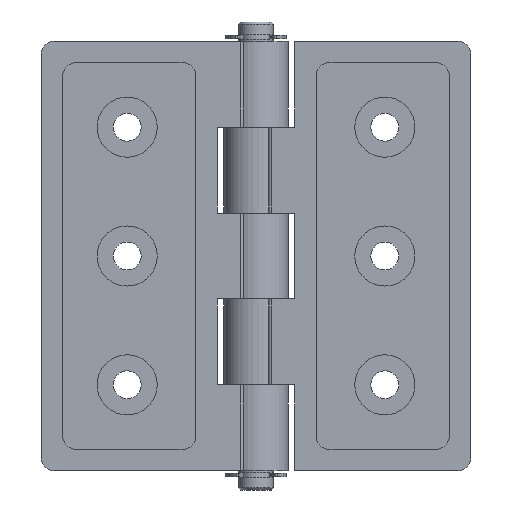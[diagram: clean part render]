
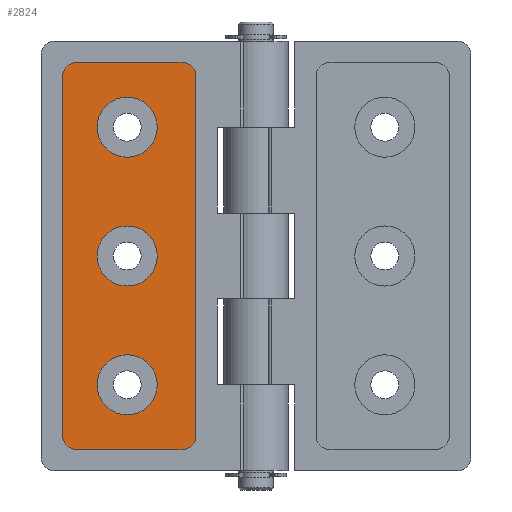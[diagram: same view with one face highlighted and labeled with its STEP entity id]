
A CAD part, front view. The second image highlights one B-rep face of the part: STEP entity #2824.
In plain terms, the highlighted planar face has unit normal (0, -1, 0).
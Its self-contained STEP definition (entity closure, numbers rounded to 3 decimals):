
#81 = CARTESIAN_POINT ( 'NONE',  ( -17., -6.5, 45. ) ) ;
#82 = CARTESIAN_POINT ( 'NONE',  ( -14., -6.5, 42. ) ) ;
#83 = DIRECTION ( 'NONE',  ( 0., 0., 1. ) ) ;
#84 = DIRECTION ( 'NONE',  ( 0., -1., 0. ) ) ;
#85 = AXIS2_PLACEMENT_3D ( 'NONE', #91, #84, #83 ) ;
#86 = CIRCLE ( 'NONE', #85, 3. ) ;
#91 = CARTESIAN_POINT ( 'NONE',  ( -17., -6.5, 42. ) ) ;
#366 = CIRCLE ( 'NONE', #429, 7. ) ;
#367 = CARTESIAN_POINT ( 'NONE',  ( -30., -6.5, 37. ) ) ;
#368 = CARTESIAN_POINT ( 'NONE',  ( -30., -6.5, 23. ) ) ;
#369 = CARTESIAN_POINT ( 'NONE',  ( -30., -6.5, 7. ) ) ;
#370 = CARTESIAN_POINT ( 'NONE',  ( -30., -6.5, -7. ) ) ;
#371 = DIRECTION ( 'NONE',  ( 0., 0., -1. ) ) ;
#372 = DIRECTION ( 'NONE',  ( 0., -1., 0. ) ) ;
#373 = AXIS2_PLACEMENT_3D ( 'NONE', #378, #372, #371 ) ;
#374 = CIRCLE ( 'NONE', #373, 7. ) ;
#378 = CARTESIAN_POINT ( 'NONE',  ( -30., -6.5, 0. ) ) ;
#426 = DIRECTION ( 'NONE',  ( 0., 0., -1. ) ) ;
#427 = DIRECTION ( 'NONE',  ( 0., -1., 0. ) ) ;
#428 = CARTESIAN_POINT ( 'NONE',  ( -30., -6.5, 30. ) ) ;
#429 = AXIS2_PLACEMENT_3D ( 'NONE', #428, #427, #426 ) ;
#476 = CARTESIAN_POINT ( 'NONE',  ( -30., -6.5, -23. ) ) ;
#477 = CARTESIAN_POINT ( 'NONE',  ( -30., -6.5, -37. ) ) ;
#478 = DIRECTION ( 'NONE',  ( 0., 0., -1. ) ) ;
#479 = DIRECTION ( 'NONE',  ( 0., -1., 0. ) ) ;
#480 = CARTESIAN_POINT ( 'NONE',  ( -30., -6.5, -30. ) ) ;
#481 = AXIS2_PLACEMENT_3D ( 'NONE', #480, #479, #478 ) ;
#482 = CIRCLE ( 'NONE', #481, 7. ) ;
#1758 = VERTEX_POINT ( 'NONE', #3670 ) ;
#1765 = EDGE_CURVE ( 'NONE', #1758, #3048, #3723, .T. ) ;
#1770 = VERTEX_POINT ( 'NONE', #3709 ) ;
#1771 = EDGE_CURVE ( 'NONE', #1770, #1777, #3708, .T. ) ;
#1777 = VERTEX_POINT ( 'NONE', #3755 ) ;
#1779 = EDGE_CURVE ( 'NONE', #1777, #1758, #3754, .T. ) ;
#1788 = VERTEX_POINT ( 'NONE', #3739 ) ;
#1789 = EDGE_CURVE ( 'NONE', #1788, #1770, #3738, .T. ) ;
#2806 = EDGE_CURVE ( 'NONE', #2807, #2815, #5533, .T. ) ;
#2807 = VERTEX_POINT ( 'NONE', #5528 ) ;
#2813 = EDGE_LOOP ( 'NONE', ( #2819, #2820 ) ) ;
#2815 = VERTEX_POINT ( 'NONE', #5521 ) ;
#2816 = EDGE_CURVE ( 'NONE', #2815, #1788, #5520, .T. ) ;
#2817 = EDGE_CURVE ( 'NONE', #3320, #3319, #5516, .T. ) ;
#2819 = ORIENTED_EDGE ( 'NONE', *, *, #3318, .F. ) ;
#2820 = ORIENTED_EDGE ( 'NONE', *, *, #2817, .F. ) ;
#2823 = EDGE_LOOP ( 'NONE', ( #2839, #2841 ) ) ;
#2824 = ADVANCED_FACE ( 'NONE', ( #5573, #5572, #5571, #5570 ), #5569, .F. ) ;
#2829 = EDGE_CURVE ( 'NONE', #3052, #2807, #5564, .T. ) ;
#2830 = ORIENTED_EDGE ( 'NONE', *, *, #3047, .T. ) ;
#2831 = ORIENTED_EDGE ( 'NONE', *, *, #2806, .T. ) ;
#2832 = ORIENTED_EDGE ( 'NONE', *, *, #2829, .T. ) ;
#2834 = EDGE_LOOP ( 'NONE', ( #2830, #2832, #2831, #2852, #2855, #2851, #2850, #2849 ) ) ;
#2835 = ORIENTED_EDGE ( 'NONE', *, *, #3258, .F. ) ;
#2836 = EDGE_LOOP ( 'NONE', ( #2835, #2837 ) ) ;
#2837 = ORIENTED_EDGE ( 'NONE', *, *, #2840, .F. ) ;
#2838 = EDGE_CURVE ( 'NONE', #3255, #3254, #5554, .T. ) ;
#2839 = ORIENTED_EDGE ( 'NONE', *, *, #3253, .F. ) ;
#2840 = EDGE_CURVE ( 'NONE', #3257, #3256, #5549, .T. ) ;
#2841 = ORIENTED_EDGE ( 'NONE', *, *, #2838, .F. ) ;
#2849 = ORIENTED_EDGE ( 'NONE', *, *, #1765, .T. ) ;
#2850 = ORIENTED_EDGE ( 'NONE', *, *, #1779, .T. ) ;
#2851 = ORIENTED_EDGE ( 'NONE', *, *, #1771, .T. ) ;
#2852 = ORIENTED_EDGE ( 'NONE', *, *, #2816, .T. ) ;
#2855 = ORIENTED_EDGE ( 'NONE', *, *, #1789, .T. ) ;
#3047 = EDGE_CURVE ( 'NONE', #3048, #3052, #86, .T. ) ;
#3048 = VERTEX_POINT ( 'NONE', #82 ) ;
#3052 = VERTEX_POINT ( 'NONE', #81 ) ;
#3253 = EDGE_CURVE ( 'NONE', #3254, #3255, #374, .T. ) ;
#3254 = VERTEX_POINT ( 'NONE', #370 ) ;
#3255 = VERTEX_POINT ( 'NONE', #369 ) ;
#3256 = VERTEX_POINT ( 'NONE', #368 ) ;
#3257 = VERTEX_POINT ( 'NONE', #367 ) ;
#3258 = EDGE_CURVE ( 'NONE', #3256, #3257, #366, .T. ) ;
#3318 = EDGE_CURVE ( 'NONE', #3319, #3320, #482, .T. ) ;
#3319 = VERTEX_POINT ( 'NONE', #477 ) ;
#3320 = VERTEX_POINT ( 'NONE', #476 ) ;
#3670 = CARTESIAN_POINT ( 'NONE',  ( -14., -6.5, -42. ) ) ;
#3705 = DIRECTION ( 'NONE',  ( 1., 0., 0. ) ) ;
#3706 = VECTOR ( 'NONE', #3705, 1000. ) ;
#3707 = CARTESIAN_POINT ( 'NONE',  ( -42., -6.5, -45. ) ) ;
#3708 = LINE ( 'NONE', #3707, #3706 ) ;
#3709 = CARTESIAN_POINT ( 'NONE',  ( -42., -6.5, -45. ) ) ;
#3720 = DIRECTION ( 'NONE',  ( 0., 0., 1. ) ) ;
#3721 = VECTOR ( 'NONE', #3720, 1000. ) ;
#3722 = CARTESIAN_POINT ( 'NONE',  ( -14., -6.5, 42. ) ) ;
#3723 = LINE ( 'NONE', #3722, #3721 ) ;
#3734 = DIRECTION ( 'NONE',  ( 0., 0., -1. ) ) ;
#3735 = DIRECTION ( 'NONE',  ( 0., -1., 0. ) ) ;
#3736 = CARTESIAN_POINT ( 'NONE',  ( -42., -6.5, -42. ) ) ;
#3737 = AXIS2_PLACEMENT_3D ( 'NONE', #3736, #3735, #3734 ) ;
#3738 = CIRCLE ( 'NONE', #3737, 3. ) ;
#3739 = CARTESIAN_POINT ( 'NONE',  ( -45., -6.5, -42. ) ) ;
#3750 = DIRECTION ( 'NONE',  ( 0., 0., -1. ) ) ;
#3751 = DIRECTION ( 'NONE',  ( 0., -1., 0. ) ) ;
#3752 = CARTESIAN_POINT ( 'NONE',  ( -17., -6.5, -42. ) ) ;
#3753 = AXIS2_PLACEMENT_3D ( 'NONE', #3752, #3751, #3750 ) ;
#3754 = CIRCLE ( 'NONE', #3753, 3. ) ;
#3755 = CARTESIAN_POINT ( 'NONE',  ( -17., -6.5, -45. ) ) ;
#5512 = DIRECTION ( 'NONE',  ( 0., 0., -1. ) ) ;
#5513 = DIRECTION ( 'NONE',  ( 0., -1., 0. ) ) ;
#5514 = CARTESIAN_POINT ( 'NONE',  ( -30., -6.5, -30. ) ) ;
#5515 = AXIS2_PLACEMENT_3D ( 'NONE', #5514, #5513, #5512 ) ;
#5516 = CIRCLE ( 'NONE', #5515, 7. ) ;
#5517 = DIRECTION ( 'NONE',  ( 0., 0., -1. ) ) ;
#5518 = VECTOR ( 'NONE', #5517, 1000. ) ;
#5519 = CARTESIAN_POINT ( 'NONE',  ( -45., -6.5, 42. ) ) ;
#5520 = LINE ( 'NONE', #5519, #5518 ) ;
#5521 = CARTESIAN_POINT ( 'NONE',  ( -45., -6.5, 42. ) ) ;
#5528 = CARTESIAN_POINT ( 'NONE',  ( -42., -6.5, 45. ) ) ;
#5529 = DIRECTION ( 'NONE',  ( 0., 0., -1. ) ) ;
#5530 = DIRECTION ( 'NONE',  ( 0., -1., 0. ) ) ;
#5531 = CARTESIAN_POINT ( 'NONE',  ( -42., -6.5, 42. ) ) ;
#5532 = AXIS2_PLACEMENT_3D ( 'NONE', #5531, #5530, #5529 ) ;
#5533 = CIRCLE ( 'NONE', #5532, 3. ) ;
#5545 = DIRECTION ( 'NONE',  ( 0., 0., -1. ) ) ;
#5546 = DIRECTION ( 'NONE',  ( 0., -1., 0. ) ) ;
#5547 = CARTESIAN_POINT ( 'NONE',  ( -30., -6.5, 30. ) ) ;
#5548 = AXIS2_PLACEMENT_3D ( 'NONE', #5547, #5546, #5545 ) ;
#5549 = CIRCLE ( 'NONE', #5548, 7. ) ;
#5550 = DIRECTION ( 'NONE',  ( 0., 0., -1. ) ) ;
#5551 = DIRECTION ( 'NONE',  ( 0., -1., 0. ) ) ;
#5552 = CARTESIAN_POINT ( 'NONE',  ( -30., -6.5, 0. ) ) ;
#5553 = AXIS2_PLACEMENT_3D ( 'NONE', #5552, #5551, #5550 ) ;
#5554 = CIRCLE ( 'NONE', #5553, 7. ) ;
#5561 = DIRECTION ( 'NONE',  ( -1., 0., 0. ) ) ;
#5562 = VECTOR ( 'NONE', #5561, 1000. ) ;
#5563 = CARTESIAN_POINT ( 'NONE',  ( -42., -6.5, 45. ) ) ;
#5564 = LINE ( 'NONE', #5563, #5562 ) ;
#5565 = DIRECTION ( 'NONE',  ( 0., 0., 1. ) ) ;
#5566 = DIRECTION ( 'NONE',  ( 0., 1., 0. ) ) ;
#5567 = CARTESIAN_POINT ( 'NONE',  ( -17., -6.5, 42. ) ) ;
#5568 = AXIS2_PLACEMENT_3D ( 'NONE', #5567, #5566, #5565 ) ;
#5569 = PLANE ( 'NONE',  #5568 ) ;
#5570 = FACE_OUTER_BOUND ( 'NONE', #2834, .T. ) ;
#5571 = FACE_BOUND ( 'NONE', #2836, .T. ) ;
#5572 = FACE_BOUND ( 'NONE', #2823, .T. ) ;
#5573 = FACE_BOUND ( 'NONE', #2813, .T. ) ;
